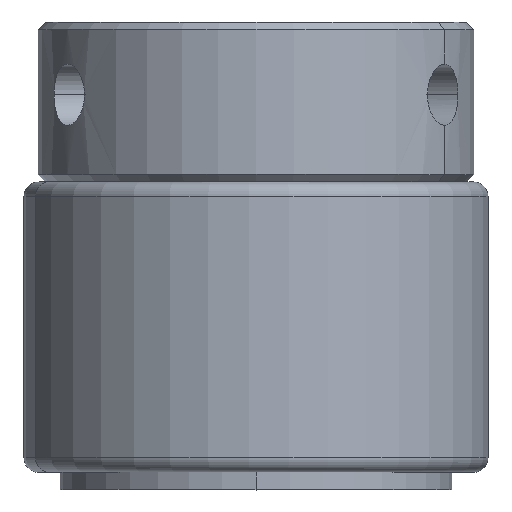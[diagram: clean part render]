
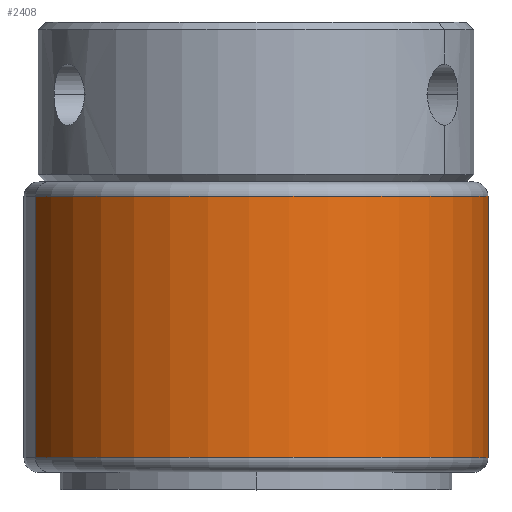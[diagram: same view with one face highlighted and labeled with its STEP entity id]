
A CAD part, top view. The second image highlights one B-rep face of the part: STEP entity #2408.
In plain terms, the highlighted cylindrical face has radius 16 mm (diameter 32 mm), a partial arc.
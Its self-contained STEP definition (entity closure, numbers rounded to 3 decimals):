
#143 = CIRCLE ( 'NONE', #1564, 16. ) ;
#304 = DIRECTION ( 'NONE',  ( 0., -1., 0. ) ) ;
#318 = EDGE_CURVE ( 'NONE', #2137, #2766, #2404, .T. ) ;
#356 = DIRECTION ( 'NONE',  ( 0., 0., 1. ) ) ;
#365 = DIRECTION ( 'NONE',  ( 0., 0., 1. ) ) ;
#481 = ORIENTED_EDGE ( 'NONE', *, *, #1329, .F. ) ;
#547 = VERTEX_POINT ( 'NONE', #1245 ) ;
#607 = CARTESIAN_POINT ( 'NONE',  ( 0., 1., 0. ) ) ;
#742 = EDGE_LOOP ( 'NONE', ( #2873, #1888, #2869, #481 ) ) ;
#797 = EDGE_CURVE ( 'NONE', #2580, #2137, #1835, .T. ) ;
#826 = FACE_OUTER_BOUND ( 'NONE', #742, .T. ) ;
#1032 = DIRECTION ( 'NONE',  ( 0., -1., 0. ) ) ;
#1038 = AXIS2_PLACEMENT_3D ( 'NONE', #2879, #1032, #2144 ) ;
#1103 = CARTESIAN_POINT ( 'NONE',  ( 0., 19., 0. ) ) ;
#1245 = CARTESIAN_POINT ( 'NONE',  ( 0., 1., -16. ) ) ;
#1250 = CARTESIAN_POINT ( 'NONE',  ( 0., 20., 16. ) ) ;
#1256 = AXIS2_PLACEMENT_3D ( 'NONE', #1103, #2661, #356 ) ;
#1329 = EDGE_CURVE ( 'NONE', #2580, #547, #1927, .T. ) ;
#1503 = EDGE_CURVE ( 'NONE', #2766, #547, #143, .T. ) ;
#1564 = AXIS2_PLACEMENT_3D ( 'NONE', #607, #1729, #365 ) ;
#1729 = DIRECTION ( 'NONE',  ( 0., 1., 0. ) ) ;
#1750 = DIRECTION ( 'NONE',  ( 0., -1., 0. ) ) ;
#1835 = CIRCLE ( 'NONE', #1256, 16. ) ;
#1882 = CARTESIAN_POINT ( 'NONE',  ( 0., 19., -16. ) ) ;
#1888 = ORIENTED_EDGE ( 'NONE', *, *, #318, .T. ) ;
#1927 = LINE ( 'NONE', #2799, #2509 ) ;
#2137 = VERTEX_POINT ( 'NONE', #2694 ) ;
#2144 = DIRECTION ( 'NONE',  ( 0., 0., -1. ) ) ;
#2387 = CYLINDRICAL_SURFACE ( 'NONE', #1038, 16. ) ;
#2394 = CARTESIAN_POINT ( 'NONE',  ( 0., 1., 16. ) ) ;
#2404 = LINE ( 'NONE', #1250, #2934 ) ;
#2408 = ADVANCED_FACE ( 'NONE', ( #826 ), #2387, .T. ) ;
#2509 = VECTOR ( 'NONE', #304, 1000. ) ;
#2580 = VERTEX_POINT ( 'NONE', #1882 ) ;
#2661 = DIRECTION ( 'NONE',  ( 0., -1., 0. ) ) ;
#2694 = CARTESIAN_POINT ( 'NONE',  ( 0., 19., 16. ) ) ;
#2766 = VERTEX_POINT ( 'NONE', #2394 ) ;
#2799 = CARTESIAN_POINT ( 'NONE',  ( 0., 20., -16. ) ) ;
#2869 = ORIENTED_EDGE ( 'NONE', *, *, #1503, .T. ) ;
#2873 = ORIENTED_EDGE ( 'NONE', *, *, #797, .T. ) ;
#2879 = CARTESIAN_POINT ( 'NONE',  ( 0., 20., 0. ) ) ;
#2934 = VECTOR ( 'NONE', #1750, 1000. ) ;
